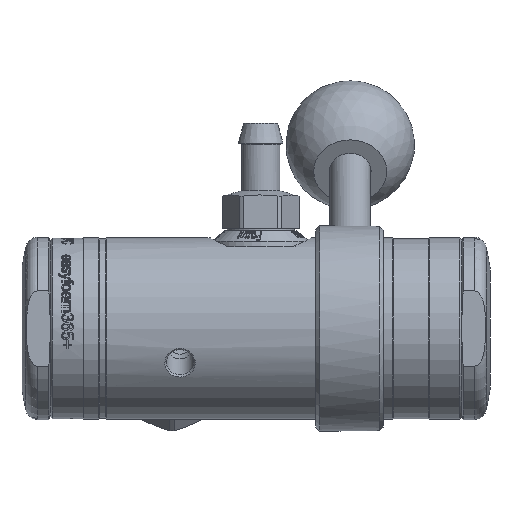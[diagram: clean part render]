
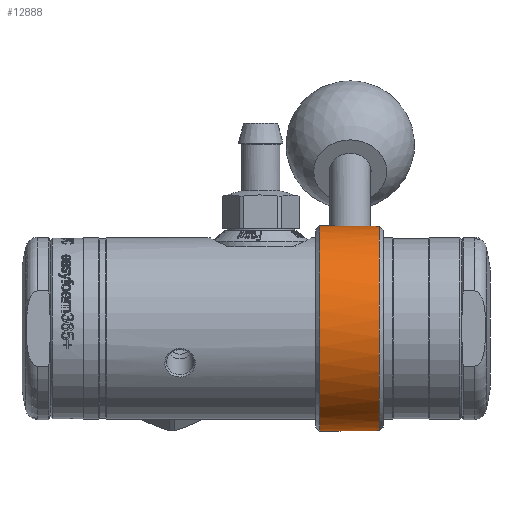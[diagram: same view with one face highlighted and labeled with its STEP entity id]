
A CAD part, front view. The second image highlights one B-rep face of the part: STEP entity #12888.
In plain terms, the highlighted cylindrical face has radius 25.325 mm (diameter 50.65 mm), a full revolution.
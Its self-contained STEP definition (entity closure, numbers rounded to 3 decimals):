
#19=ELLIPSE('',#13630,50.65,25.325);
#21=ELLIPSE('',#13633,50.65,25.325);
#3085=B_SPLINE_CURVE_WITH_KNOTS('',3,(#31922,#31923,#31924,#31925,#31926,
#31927,#31928,#31929,#31930,#31931,#31932),.UNSPECIFIED.,.T.,.F.,(1,1,1,
1,1,1,1,1,1,1,1,1,1,1,1),(-0.008,-0.005,-0.003,
0.,0.003,0.005,0.008,
0.011,0.013,0.016,0.019,
0.021,0.024,0.027,0.029),
 .UNSPECIFIED.);
#5556=ORIENTED_EDGE('',*,*,#7983,.T.);
#5557=ORIENTED_EDGE('',*,*,#7982,.T.);
#5558=ORIENTED_EDGE('',*,*,#7968,.T.);
#5559=ORIENTED_EDGE('',*,*,#7961,.T.);
#5560=ORIENTED_EDGE('',*,*,#7984,.F.);
#7961=EDGE_CURVE('',#9389,#9390,#19,.T.);
#7968=EDGE_CURVE('',#9396,#9389,#21,.T.);
#7982=EDGE_CURVE('',#9390,#9396,#9972,.T.);
#7983=EDGE_CURVE('',#9405,#9405,#9973,.T.);
#7984=EDGE_CURVE('',#9406,#9406,#3085,.T.);
#9389=VERTEX_POINT('',#31855);
#9390=VERTEX_POINT('',#31856);
#9396=VERTEX_POINT('',#31876);
#9405=VERTEX_POINT('',#31921);
#9406=VERTEX_POINT('',#31933);
#9972=CIRCLE('',#13644,25.325);
#9973=CIRCLE('',#13646,25.325);
#10751=EDGE_LOOP('',(#5556));
#10752=EDGE_LOOP('',(#5557,#5558,#5559));
#10753=EDGE_LOOP('',(#5560));
#11824=FACE_BOUND('',#10751,.T.);
#11825=FACE_BOUND('',#10752,.T.);
#11826=FACE_BOUND('',#10753,.T.);
#12362=CYLINDRICAL_SURFACE('',#13645,25.325);
#12888=ADVANCED_FACE('',(#11824,#11825,#11826),#12362,.T.);
#13630=AXIS2_PLACEMENT_3D('',#31854,#14853,#14854);
#13633=AXIS2_PLACEMENT_3D('',#31875,#14862,#14863);
#13644=AXIS2_PLACEMENT_3D('',#31918,#14888,#14889);
#13645=AXIS2_PLACEMENT_3D('',#31919,#14890,#14891);
#13646=AXIS2_PLACEMENT_3D('',#31920,#14892,#14893);
#14853=DIRECTION('',(-0.5,-0.866,0.));
#14854=DIRECTION('',(-0.866,0.5,0.));
#14862=DIRECTION('',(-0.5,0.866,0.));
#14863=DIRECTION('',(-0.866,-0.5,0.));
#14888=DIRECTION('',(-1.,0.,0.));
#14889=DIRECTION('',(0.,0.,1.));
#14890=DIRECTION('',(-1.,0.,0.));
#14891=DIRECTION('',(0.,0.,1.));
#14892=DIRECTION('',(1.,0.,0.));
#14893=DIRECTION('',(0.,0.,-1.));
#31854=CARTESIAN_POINT('',(11.05,0.,0.));
#31855=CARTESIAN_POINT('',(11.05,0.,25.325));
#31856=CARTESIAN_POINT('',(7.35,2.136,25.235));
#31875=CARTESIAN_POINT('',(11.05,0.,0.));
#31876=CARTESIAN_POINT('',(7.35,-2.136,25.235));
#31918=CARTESIAN_POINT('',(7.35,0.,0.));
#31919=CARTESIAN_POINT('',(-30.,0.,0.));
#31920=CARTESIAN_POINT('',(-7.35,0.,0.));
#31921=CARTESIAN_POINT('',(-7.35,0.,-25.325));
#31922=CARTESIAN_POINT('',(2.812,-2.667,25.211));
#31923=CARTESIAN_POINT('',(3.919,0.001,25.382));
#31924=CARTESIAN_POINT('',(2.813,2.665,25.211));
#31925=CARTESIAN_POINT('',(0.153,3.767,25.038));
#31926=CARTESIAN_POINT('',(-2.514,2.666,25.211));
#31927=CARTESIAN_POINT('',(-3.617,0.001,25.382));
#31928=CARTESIAN_POINT('',(-2.517,-2.661,25.211));
#31929=CARTESIAN_POINT('',(0.147,-3.768,25.038));
#31930=CARTESIAN_POINT('',(2.812,-2.667,25.211));
#31931=CARTESIAN_POINT('',(3.919,0.001,25.382));
#31932=CARTESIAN_POINT('',(2.813,2.665,25.211));
#31933=CARTESIAN_POINT('',(3.55,0.,25.325));
